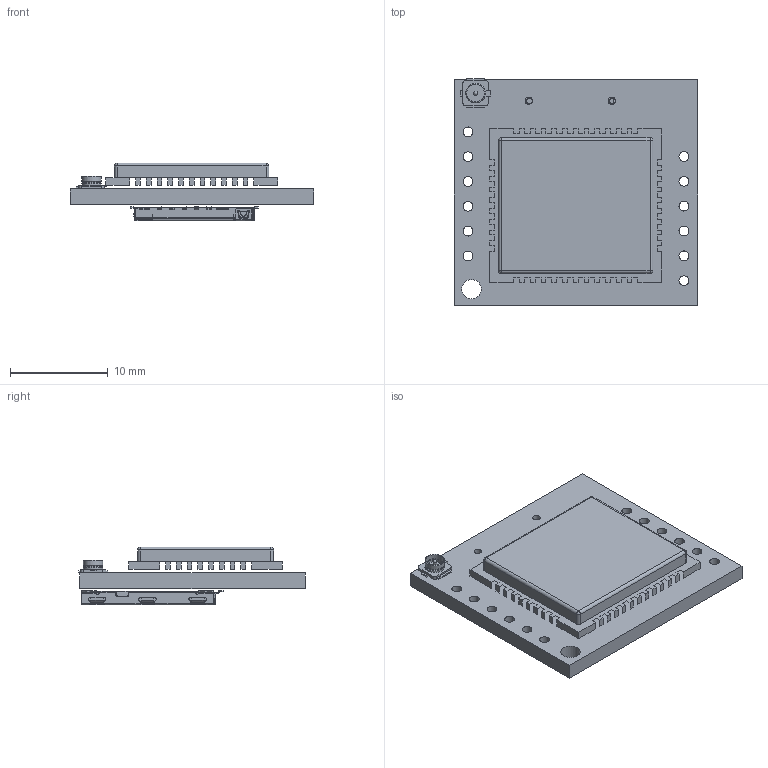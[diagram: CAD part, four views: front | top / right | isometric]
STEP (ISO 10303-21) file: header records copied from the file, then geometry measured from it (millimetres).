
FILE_DESCRIPTION (( 'STEP AP214' ), '1' );
FILE_NAME ('TDM-4G-V1-3D.STEP', '2024-09-08T16:03:06', ( '' ), ( '' ), 'SwSTEP 2.0', 'SolidWorks 2019', '' );
FILE_SCHEMA (( 'AUTOMOTIVE_DESIGN' ));
Length unit declared in the file: millimetre
Products named in the file (1): TDM-4G-V1-3D
Bounding box: 24.92 x 23.22 x 5.93 mm (x, y, z)
Surface area: 2916.1 mm2 (no closed solid volume)
Topology: 0 solids, 6 shells, 450 faces, 2568 edges, 1988 vertices
Faces by surface type: plane 291, cylinder 141, bspline 10, sphere 5, cone 3
Full cylindrical faces by diameter (mm): 0.4 x1, 0.75 x2, 1 x17, 1.8 x1, 1.92 x1, 2 x3
Entity records: 33823 total; most frequent: CARTESIAN_POINT 13914, ORIENTED_EDGE 3448, EDGE_CURVE 2531, B_SPLINE_CURVE_WITH_KNOTS 2055, VERTEX_POINT 1985, DIRECTION 1421, EDGE_LOOP 601, AXIS2_PLACEMENT_3D 507
